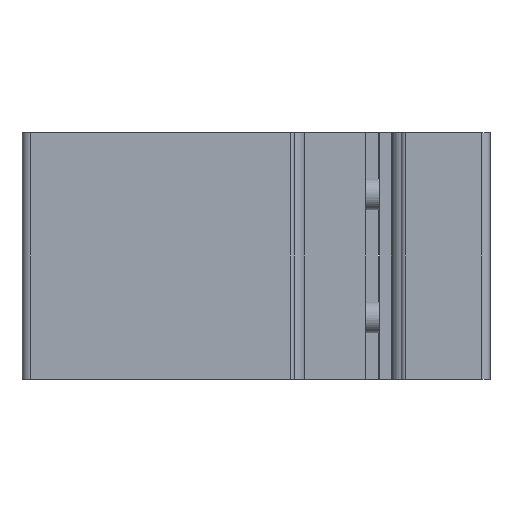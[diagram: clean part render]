
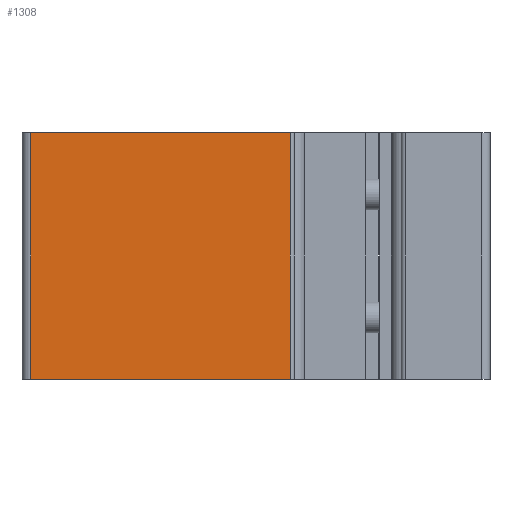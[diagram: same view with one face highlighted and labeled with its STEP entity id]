
A CAD part, front view. The second image highlights one B-rep face of the part: STEP entity #1308.
In plain terms, the highlighted planar face has unit normal (0, -1, 0).
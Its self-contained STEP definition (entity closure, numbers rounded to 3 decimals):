
#33=PLANE('',#1419);
#136=LINE('',#1948,#263);
#147=LINE('',#1987,#274);
#164=LINE('',#2062,#291);
#165=LINE('',#2064,#292);
#263=VECTOR('',#1544,1000.);
#274=VECTOR('',#1573,1000.);
#291=VECTOR('',#1620,1000.);
#292=VECTOR('',#1623,1000.);
#470=ORIENTED_EDGE('',*,*,#785,.T.);
#471=ORIENTED_EDGE('',*,*,#814,.F.);
#472=ORIENTED_EDGE('',*,*,#766,.F.);
#473=ORIENTED_EDGE('',*,*,#813,.T.);
#766=EDGE_CURVE('',#950,#951,#136,.T.);
#785=EDGE_CURVE('',#970,#969,#147,.T.);
#813=EDGE_CURVE('',#950,#970,#164,.T.);
#814=EDGE_CURVE('',#951,#969,#165,.T.);
#950=VERTEX_POINT('',#1947);
#951=VERTEX_POINT('',#1949);
#969=VERTEX_POINT('',#1986);
#970=VERTEX_POINT('',#1988);
#1082=EDGE_LOOP('',(#470,#471,#472,#473));
#1185=FACE_BOUND('',#1082,.T.);
#1308=ADVANCED_FACE('',(#1185),#33,.F.);
#1419=AXIS2_PLACEMENT_3D('',#2063,#1621,#1622);
#1544=DIRECTION('',(1.,0.,0.));
#1573=DIRECTION('',(1.,0.,0.));
#1620=DIRECTION('',(0.,0.,-1.));
#1621=DIRECTION('',(0.,1.,0.));
#1622=DIRECTION('',(0.,0.,1.));
#1623=DIRECTION('',(0.,0.,-1.));
#1947=CARTESIAN_POINT('',(-18.3,0.,10.));
#1948=CARTESIAN_POINT('',(-18.3,0.,10.));
#1949=CARTESIAN_POINT('',(2.77,0.,10.));
#1986=CARTESIAN_POINT('',(2.77,0.,-10.));
#1987=CARTESIAN_POINT('',(-18.3,0.,-10.));
#1988=CARTESIAN_POINT('',(-18.3,0.,-10.));
#2062=CARTESIAN_POINT('',(-18.3,0.,10.));
#2063=CARTESIAN_POINT('',(-18.3,0.,10.));
#2064=CARTESIAN_POINT('',(2.77,0.,10.));
